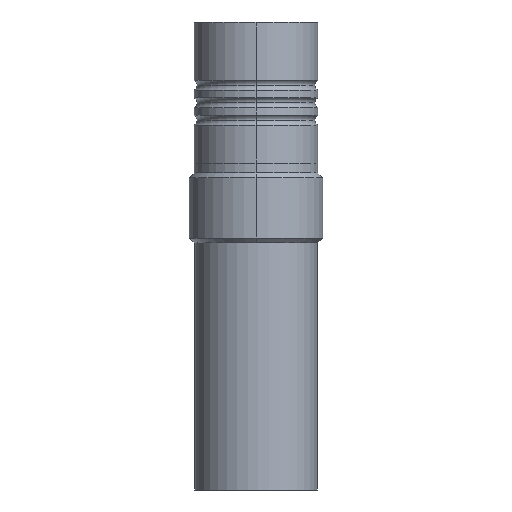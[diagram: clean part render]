
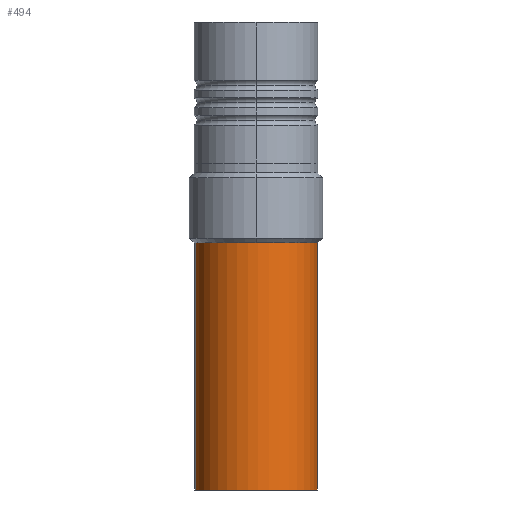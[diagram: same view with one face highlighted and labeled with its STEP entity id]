
A CAD part, left-side view. The second image highlights one B-rep face of the part: STEP entity #494.
In plain terms, the highlighted cylindrical face has radius 3.15 mm (diameter 6.3 mm), a partial arc.
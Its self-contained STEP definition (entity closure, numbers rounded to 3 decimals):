
#66 = CARTESIAN_POINT ( 'NONE',  ( 0., 0., -2. ) ) ;
#494 = ADVANCED_FACE ( 'NONE', ( #1006 ), #4020, .T. ) ;
#637 = EDGE_CURVE ( 'NONE', #2446, #4878, #3944, .T. ) ;
#735 = EDGE_CURVE ( 'NONE', #1286, #4286, #3312, .T. ) ;
#786 = VECTOR ( 'NONE', #5518, 1000. ) ;
#847 = AXIS2_PLACEMENT_3D ( 'NONE', #66, #3993, #5336 ) ;
#853 = AXIS2_PLACEMENT_3D ( 'NONE', #2512, #4334, #2148 ) ;
#990 = CARTESIAN_POINT ( 'NONE',  ( -0.657, 3.081, -2. ) ) ;
#1006 = FACE_OUTER_BOUND ( 'NONE', #4789, .T. ) ;
#1118 = DIRECTION ( 'NONE',  ( 0., 0., 1. ) ) ;
#1249 = VECTOR ( 'NONE', #3552, 1000. ) ;
#1286 = VERTEX_POINT ( 'NONE', #3469 ) ;
#1303 = CARTESIAN_POINT ( 'NONE',  ( 0.657, -3.081, -2. ) ) ;
#1954 = AXIS2_PLACEMENT_3D ( 'NONE', #3228, #1118, #2855 ) ;
#2148 = DIRECTION ( 'NONE',  ( -0.209, 0.978, 0. ) ) ;
#2446 = VERTEX_POINT ( 'NONE', #3294 ) ;
#2512 = CARTESIAN_POINT ( 'NONE',  ( 0., 0., -14.7 ) ) ;
#2560 = ORIENTED_EDGE ( 'NONE', *, *, #4106, .F. ) ;
#2855 = DIRECTION ( 'NONE',  ( -0.209, 0.978, 0. ) ) ;
#3228 = CARTESIAN_POINT ( 'NONE',  ( 0., 0., -2. ) ) ;
#3294 = CARTESIAN_POINT ( 'NONE',  ( -0.657, 3.081, -2. ) ) ;
#3299 = ORIENTED_EDGE ( 'NONE', *, *, #637, .F. ) ;
#3312 = CIRCLE ( 'NONE', #853, 3.15 ) ;
#3396 = CARTESIAN_POINT ( 'NONE',  ( 0.657, -3.081, -2. ) ) ;
#3467 = LINE ( 'NONE', #1303, #786 ) ;
#3469 = CARTESIAN_POINT ( 'NONE',  ( -0.657, 3.081, -14.7 ) ) ;
#3552 = DIRECTION ( 'NONE',  ( 0., 0., -1. ) ) ;
#3944 = CIRCLE ( 'NONE', #1954, 3.15 ) ;
#3993 = DIRECTION ( 'NONE',  ( 0., 0., -1. ) ) ;
#4020 = CYLINDRICAL_SURFACE ( 'NONE', #847, 3.15 ) ;
#4106 = EDGE_CURVE ( 'NONE', #4878, #4286, #3467, .T. ) ;
#4193 = EDGE_CURVE ( 'NONE', #2446, #1286, #4462, .T. ) ;
#4286 = VERTEX_POINT ( 'NONE', #4487 ) ;
#4334 = DIRECTION ( 'NONE',  ( 0., 0., 1. ) ) ;
#4462 = LINE ( 'NONE', #990, #1249 ) ;
#4487 = CARTESIAN_POINT ( 'NONE',  ( 0.657, -3.081, -14.7 ) ) ;
#4508 = ORIENTED_EDGE ( 'NONE', *, *, #735, .T. ) ;
#4789 = EDGE_LOOP ( 'NONE', ( #3299, #5126, #4508, #2560 ) ) ;
#4878 = VERTEX_POINT ( 'NONE', #3396 ) ;
#5126 = ORIENTED_EDGE ( 'NONE', *, *, #4193, .T. ) ;
#5336 = DIRECTION ( 'NONE',  ( 0.209, -0.978, 0. ) ) ;
#5518 = DIRECTION ( 'NONE',  ( 0., 0., -1. ) ) ;
